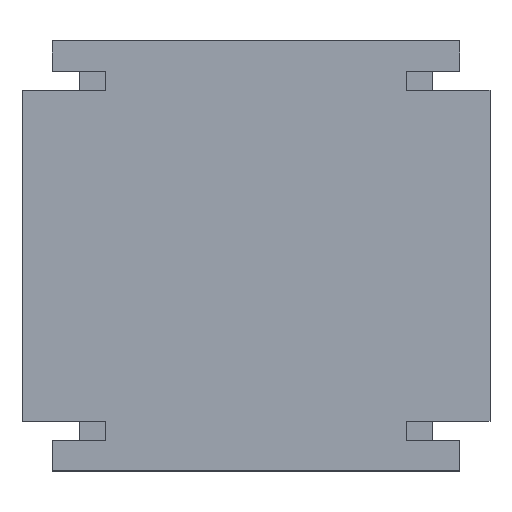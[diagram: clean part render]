
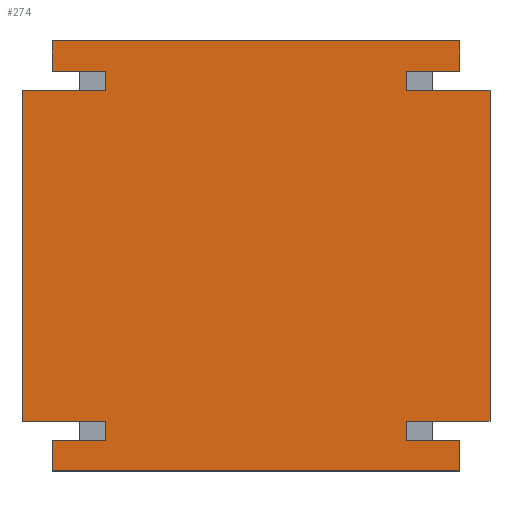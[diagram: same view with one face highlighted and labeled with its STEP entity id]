
A CAD part, top view. The second image highlights one B-rep face of the part: STEP entity #274.
In plain terms, the highlighted planar face has unit normal (0, 0, 1).
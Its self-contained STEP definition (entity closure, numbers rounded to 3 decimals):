
#35 = VERTEX_POINT('',#36);
#36 = CARTESIAN_POINT('',(-6.15,-4.35,6.));
#42 = EDGE_CURVE('',#43,#35,#45,.T.);
#43 = VERTEX_POINT('',#44);
#44 = CARTESIAN_POINT('',(-6.15,4.35,6.));
#45 = LINE('',#46,#47);
#46 = CARTESIAN_POINT('',(-6.15,5.65,6.));
#47 = VECTOR('',#48,1.);
#48 = DIRECTION('',(0.,-1.,0.));
#179 = VERTEX_POINT('',#180);
#180 = CARTESIAN_POINT('',(6.15,4.35,6.));
#186 = EDGE_CURVE('',#187,#179,#189,.T.);
#187 = VERTEX_POINT('',#188);
#188 = CARTESIAN_POINT('',(6.15,-4.35,6.));
#189 = LINE('',#190,#191);
#190 = CARTESIAN_POINT('',(6.15,5.65,6.));
#191 = VECTOR('',#192,1.);
#192 = DIRECTION('',(0.,1.,0.));
#217 = VERTEX_POINT('',#218);
#218 = CARTESIAN_POINT('',(-5.35,-5.65,6.));
#226 = VERTEX_POINT('',#227);
#227 = CARTESIAN_POINT('',(5.35,-5.65,6.));
#233 = EDGE_CURVE('',#217,#226,#234,.T.);
#234 = LINE('',#235,#236);
#235 = CARTESIAN_POINT('',(-6.15,-5.65,6.));
#236 = VECTOR('',#237,1.);
#237 = DIRECTION('',(1.,0.,0.));
#248 = VERTEX_POINT('',#249);
#249 = CARTESIAN_POINT('',(5.35,5.65,6.));
#257 = VERTEX_POINT('',#258);
#258 = CARTESIAN_POINT('',(-5.35,5.65,6.));
#264 = EDGE_CURVE('',#248,#257,#265,.T.);
#265 = LINE('',#266,#267);
#266 = CARTESIAN_POINT('',(-6.15,5.65,6.));
#267 = VECTOR('',#268,1.);
#268 = DIRECTION('',(-1.,0.,0.));
#274 = ADVANCED_FACE('',(#275),#401,.T.);
#275 = FACE_BOUND('',#276,.T.);
#276 = EDGE_LOOP('',(#277,#285,#293,#301,#307,#308,#316,#324,#332,#338,
    #339,#347,#355,#363,#369,#370,#378,#386,#394,#400));
#277 = ORIENTED_EDGE('',*,*,#278,.F.);
#278 = EDGE_CURVE('',#279,#35,#281,.T.);
#279 = VERTEX_POINT('',#280);
#280 = CARTESIAN_POINT('',(-3.949,-4.35,6.));
#281 = LINE('',#282,#283);
#282 = CARTESIAN_POINT('',(-6.15,-4.35,6.));
#283 = VECTOR('',#284,1.);
#284 = DIRECTION('',(-1.,0.,0.));
#285 = ORIENTED_EDGE('',*,*,#286,.F.);
#286 = EDGE_CURVE('',#287,#279,#289,.T.);
#287 = VERTEX_POINT('',#288);
#288 = CARTESIAN_POINT('',(-3.949,-4.85,6.));
#289 = LINE('',#290,#291);
#290 = CARTESIAN_POINT('',(-3.949,-4.85,6.));
#291 = VECTOR('',#292,1.);
#292 = DIRECTION('',(0.,1.,0.));
#293 = ORIENTED_EDGE('',*,*,#294,.F.);
#294 = EDGE_CURVE('',#295,#287,#297,.T.);
#295 = VERTEX_POINT('',#296);
#296 = CARTESIAN_POINT('',(-5.35,-4.85,6.));
#297 = LINE('',#298,#299);
#298 = CARTESIAN_POINT('',(-6.15,-4.85,6.));
#299 = VECTOR('',#300,1.);
#300 = DIRECTION('',(1.,0.,0.));
#301 = ORIENTED_EDGE('',*,*,#302,.T.);
#302 = EDGE_CURVE('',#295,#217,#303,.T.);
#303 = LINE('',#304,#305);
#304 = CARTESIAN_POINT('',(-5.35,-4.85,6.));
#305 = VECTOR('',#306,1.);
#306 = DIRECTION('',(0.,-1.,0.));
#307 = ORIENTED_EDGE('',*,*,#233,.T.);
#308 = ORIENTED_EDGE('',*,*,#309,.T.);
#309 = EDGE_CURVE('',#226,#310,#312,.T.);
#310 = VERTEX_POINT('',#311);
#311 = CARTESIAN_POINT('',(5.35,-4.85,6.));
#312 = LINE('',#313,#314);
#313 = CARTESIAN_POINT('',(5.35,-4.85,6.));
#314 = VECTOR('',#315,1.);
#315 = DIRECTION('',(0.,1.,0.));
#316 = ORIENTED_EDGE('',*,*,#317,.F.);
#317 = EDGE_CURVE('',#318,#310,#320,.T.);
#318 = VERTEX_POINT('',#319);
#319 = CARTESIAN_POINT('',(3.949,-4.85,6.));
#320 = LINE('',#321,#322);
#321 = CARTESIAN_POINT('',(6.15,-4.85,6.));
#322 = VECTOR('',#323,1.);
#323 = DIRECTION('',(1.,0.,0.));
#324 = ORIENTED_EDGE('',*,*,#325,.F.);
#325 = EDGE_CURVE('',#326,#318,#328,.T.);
#326 = VERTEX_POINT('',#327);
#327 = CARTESIAN_POINT('',(3.949,-4.35,6.));
#328 = LINE('',#329,#330);
#329 = CARTESIAN_POINT('',(3.949,-4.85,6.));
#330 = VECTOR('',#331,1.);
#331 = DIRECTION('',(0.,-1.,0.));
#332 = ORIENTED_EDGE('',*,*,#333,.F.);
#333 = EDGE_CURVE('',#187,#326,#334,.T.);
#334 = LINE('',#335,#336);
#335 = CARTESIAN_POINT('',(6.15,-4.35,6.));
#336 = VECTOR('',#337,1.);
#337 = DIRECTION('',(-1.,0.,0.));
#338 = ORIENTED_EDGE('',*,*,#186,.T.);
#339 = ORIENTED_EDGE('',*,*,#340,.F.);
#340 = EDGE_CURVE('',#341,#179,#343,.T.);
#341 = VERTEX_POINT('',#342);
#342 = CARTESIAN_POINT('',(3.949,4.35,6.));
#343 = LINE('',#344,#345);
#344 = CARTESIAN_POINT('',(6.15,4.35,6.));
#345 = VECTOR('',#346,1.);
#346 = DIRECTION('',(1.,0.,0.));
#347 = ORIENTED_EDGE('',*,*,#348,.F.);
#348 = EDGE_CURVE('',#349,#341,#351,.T.);
#349 = VERTEX_POINT('',#350);
#350 = CARTESIAN_POINT('',(3.949,4.85,6.));
#351 = LINE('',#352,#353);
#352 = CARTESIAN_POINT('',(3.949,4.85,6.));
#353 = VECTOR('',#354,1.);
#354 = DIRECTION('',(0.,-1.,0.));
#355 = ORIENTED_EDGE('',*,*,#356,.F.);
#356 = EDGE_CURVE('',#357,#349,#359,.T.);
#357 = VERTEX_POINT('',#358);
#358 = CARTESIAN_POINT('',(5.35,4.85,6.));
#359 = LINE('',#360,#361);
#360 = CARTESIAN_POINT('',(6.15,4.85,6.));
#361 = VECTOR('',#362,1.);
#362 = DIRECTION('',(-1.,0.,0.));
#363 = ORIENTED_EDGE('',*,*,#364,.T.);
#364 = EDGE_CURVE('',#357,#248,#365,.T.);
#365 = LINE('',#366,#367);
#366 = CARTESIAN_POINT('',(5.35,4.85,6.));
#367 = VECTOR('',#368,1.);
#368 = DIRECTION('',(0.,1.,0.));
#369 = ORIENTED_EDGE('',*,*,#264,.T.);
#370 = ORIENTED_EDGE('',*,*,#371,.T.);
#371 = EDGE_CURVE('',#257,#372,#374,.T.);
#372 = VERTEX_POINT('',#373);
#373 = CARTESIAN_POINT('',(-5.35,4.85,6.));
#374 = LINE('',#375,#376);
#375 = CARTESIAN_POINT('',(-5.35,4.85,6.));
#376 = VECTOR('',#377,1.);
#377 = DIRECTION('',(0.,-1.,0.));
#378 = ORIENTED_EDGE('',*,*,#379,.F.);
#379 = EDGE_CURVE('',#380,#372,#382,.T.);
#380 = VERTEX_POINT('',#381);
#381 = CARTESIAN_POINT('',(-3.949,4.85,6.));
#382 = LINE('',#383,#384);
#383 = CARTESIAN_POINT('',(-6.15,4.85,6.));
#384 = VECTOR('',#385,1.);
#385 = DIRECTION('',(-1.,0.,0.));
#386 = ORIENTED_EDGE('',*,*,#387,.F.);
#387 = EDGE_CURVE('',#388,#380,#390,.T.);
#388 = VERTEX_POINT('',#389);
#389 = CARTESIAN_POINT('',(-3.949,4.35,6.));
#390 = LINE('',#391,#392);
#391 = CARTESIAN_POINT('',(-3.949,4.85,6.));
#392 = VECTOR('',#393,1.);
#393 = DIRECTION('',(0.,1.,0.));
#394 = ORIENTED_EDGE('',*,*,#395,.F.);
#395 = EDGE_CURVE('',#43,#388,#396,.T.);
#396 = LINE('',#397,#398);
#397 = CARTESIAN_POINT('',(-6.15,4.35,6.));
#398 = VECTOR('',#399,1.);
#399 = DIRECTION('',(1.,0.,0.));
#400 = ORIENTED_EDGE('',*,*,#42,.T.);
#401 = PLANE('',#402);
#402 = AXIS2_PLACEMENT_3D('',#403,#404,#405);
#403 = CARTESIAN_POINT('',(0.,0.,6.));
#404 = DIRECTION('',(0.,0.,1.));
#405 = DIRECTION('',(0.,-1.,0.));
